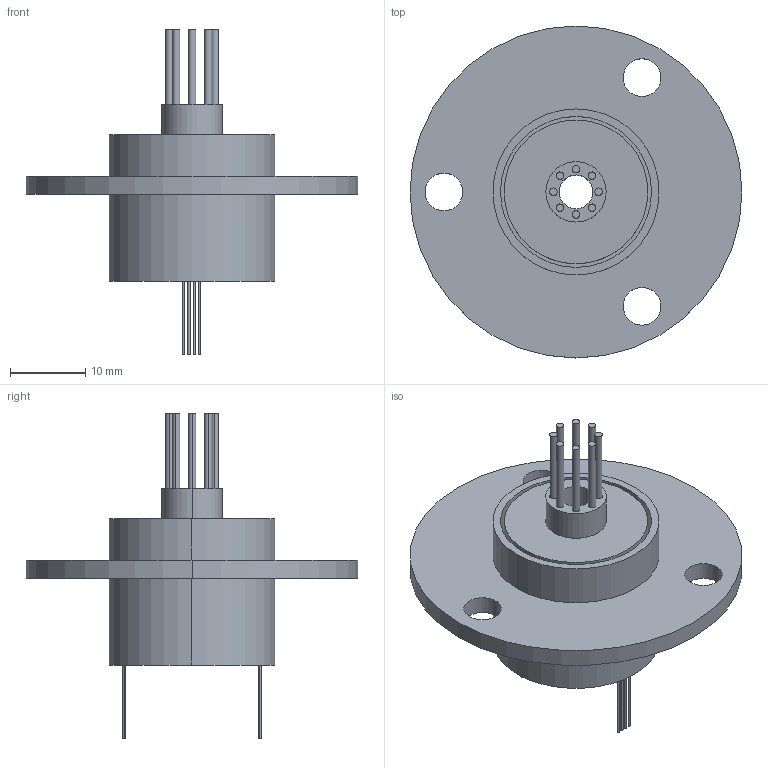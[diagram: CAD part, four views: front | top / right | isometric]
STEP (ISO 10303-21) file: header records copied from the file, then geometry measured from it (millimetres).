
FILE_DESCRIPTION (( 'STEP AP214' ), '1' );
FILE_NAME ('504-0800 Rev 1.STEP', '2018-07-12T12:28:52', ( '' ), ( '' ), 'SwSTEP 2.0', 'SolidWorks 2016', '' );
FILE_SCHEMA (( 'AUTOMOTIVE_DESIGN' ));
Length unit declared in the file: millimetre
Products named in the file (1): 504-0800 Rev 1
Bounding box: 44 x 44 x 43.2 mm (x, y, z)
Volume: 9706.2 mm3; surface area: 5946.9 mm2
Topology: 1 solids, 1 shells, 87 faces, 186 edges, 124 vertices
Faces by surface type: cylinder 58, plane 29
Entity records: 3093 total; most frequent: DIRECTION 478, CARTESIAN_POINT 398, ORIENTED_EDGE 372, AXIS2_PLACEMENT_3D 204, EDGE_CURVE 186, VERTEX_POINT 124, EDGE_LOOP 118, CIRCLE 116
